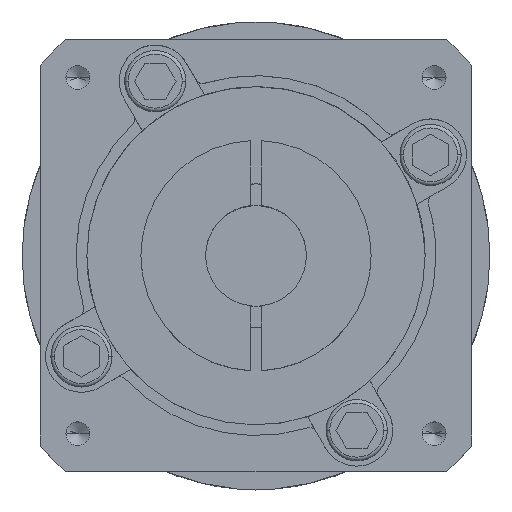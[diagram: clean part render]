
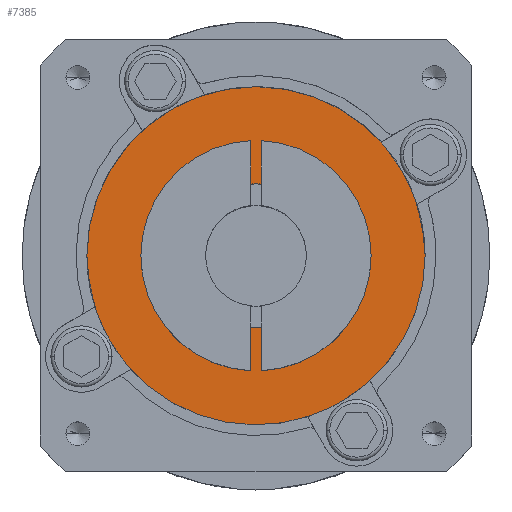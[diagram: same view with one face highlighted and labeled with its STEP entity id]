
A CAD part, top view. The second image highlights one B-rep face of the part: STEP entity #7385.
In plain terms, the highlighted planar face has unit normal (0, 0, 1).
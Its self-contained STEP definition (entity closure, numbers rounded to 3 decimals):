
#167 = ORIENTED_EDGE ( 'NONE', *, *, #2844, .T. ) ;
#300 = VERTEX_POINT ( 'NONE', #1836 ) ;
#478 = CARTESIAN_POINT ( 'NONE',  ( 0., 0., -2. ) ) ;
#635 = DIRECTION ( 'NONE',  ( 0., 0., 1. ) ) ;
#958 = DIRECTION ( 'NONE',  ( 1., 0., 0. ) ) ;
#1169 = DIRECTION ( 'NONE',  ( 1., 0., 0. ) ) ;
#1213 = CIRCLE ( 'NONE', #3404, 23.5 ) ;
#1298 = EDGE_LOOP ( 'NONE', ( #3561, #4234 ) ) ;
#1836 = CARTESIAN_POINT ( 'NONE',  ( -10., 0., -2. ) ) ;
#2102 = DIRECTION ( 'NONE',  ( 0., 0., 1. ) ) ;
#2155 = DIRECTION ( 'NONE',  ( 0., 0., 1. ) ) ;
#2253 = CIRCLE ( 'NONE', #8784, 10. ) ;
#2334 = AXIS2_PLACEMENT_3D ( 'NONE', #4757, #635, #5447 ) ;
#2754 = CARTESIAN_POINT ( 'NONE',  ( -23.5, 0., -2. ) ) ;
#2766 = EDGE_CURVE ( 'NONE', #5938, #300, #4962, .T. ) ;
#2844 = EDGE_CURVE ( 'NONE', #3179, #8272, #8156, .T. ) ;
#2899 = EDGE_CURVE ( 'NONE', #300, #5938, #2253, .T. ) ;
#2993 = PLANE ( 'NONE',  #4420 ) ;
#3179 = VERTEX_POINT ( 'NONE', #5193 ) ;
#3404 = AXIS2_PLACEMENT_3D ( 'NONE', #478, #5278, #1169 ) ;
#3561 = ORIENTED_EDGE ( 'NONE', *, *, #2899, .F. ) ;
#4234 = ORIENTED_EDGE ( 'NONE', *, *, #2766, .F. ) ;
#4420 = AXIS2_PLACEMENT_3D ( 'NONE', #6410, #5073, #958 ) ;
#4668 = ORIENTED_EDGE ( 'NONE', *, *, #8702, .T. ) ;
#4757 = CARTESIAN_POINT ( 'NONE',  ( 0., 0., -2. ) ) ;
#4962 = CIRCLE ( 'NONE', #2334, 10. ) ;
#5073 = DIRECTION ( 'NONE',  ( 0., 0., 1. ) ) ;
#5181 = CARTESIAN_POINT ( 'NONE',  ( 10., 0., -2. ) ) ;
#5193 = CARTESIAN_POINT ( 'NONE',  ( 23.5, 0., -2. ) ) ;
#5278 = DIRECTION ( 'NONE',  ( 0., 0., 1. ) ) ;
#5425 = FACE_OUTER_BOUND ( 'NONE', #7645, .T. ) ;
#5447 = DIRECTION ( 'NONE',  ( 1., 0., 0. ) ) ;
#5938 = VERTEX_POINT ( 'NONE', #5181 ) ;
#6214 = CARTESIAN_POINT ( 'NONE',  ( 0., 0., -2. ) ) ;
#6278 = CARTESIAN_POINT ( 'NONE',  ( 0., 0., -2. ) ) ;
#6410 = CARTESIAN_POINT ( 'NONE',  ( 0., 0., -2. ) ) ;
#6902 = DIRECTION ( 'NONE',  ( 1., 0., 0. ) ) ;
#6940 = AXIS2_PLACEMENT_3D ( 'NONE', #6214, #2102, #6902 ) ;
#6960 = DIRECTION ( 'NONE',  ( 1., 0., 0. ) ) ;
#7241 = FACE_BOUND ( 'NONE', #1298, .T. ) ;
#7385 = ADVANCED_FACE ( 'NONE', ( #5425, #7241 ), #2993, .T. ) ;
#7645 = EDGE_LOOP ( 'NONE', ( #167, #4668 ) ) ;
#8156 = CIRCLE ( 'NONE', #6940, 23.5 ) ;
#8272 = VERTEX_POINT ( 'NONE', #2754 ) ;
#8702 = EDGE_CURVE ( 'NONE', #8272, #3179, #1213, .T. ) ;
#8784 = AXIS2_PLACEMENT_3D ( 'NONE', #6278, #2155, #6960 ) ;
